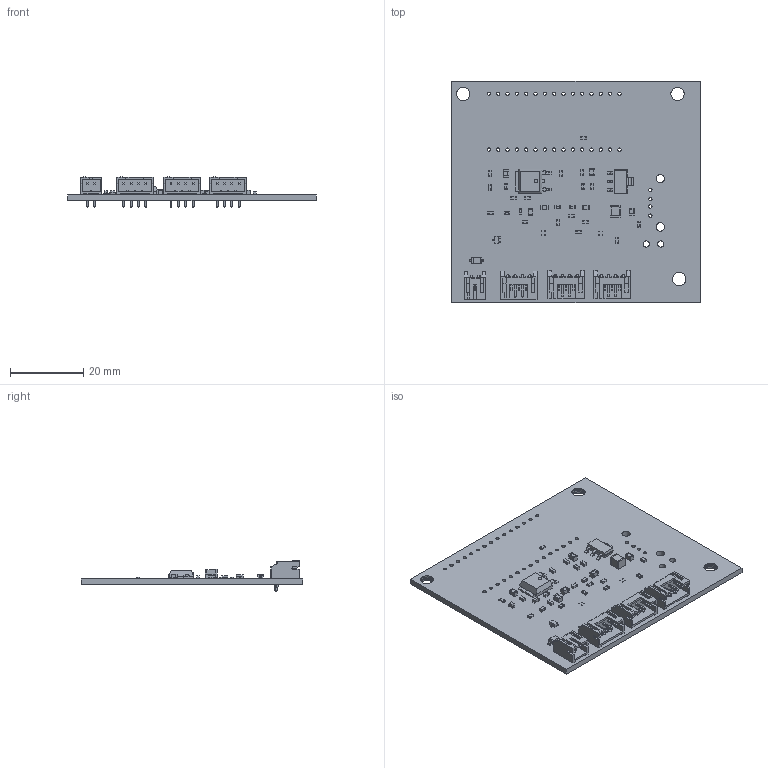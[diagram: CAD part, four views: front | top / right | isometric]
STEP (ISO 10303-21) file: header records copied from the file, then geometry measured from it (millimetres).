
FILE_DESCRIPTION(('KiCad electronic assembly'),'2;1');
FILE_NAME('Firetruck.step','2023-09-03T16:21:40',('Pcbnew'),('Kicad'), 'Open CASCADE STEP processor 7.6','KiCad to STEP converter','Unknown' );
FILE_SCHEMA(('AUTOMOTIVE_DESIGN { 1 0 10303 214 1 1 1 1 }'));
Length unit declared in the file: millimetre
Products named in the file (24): Firetruck 1; R_0603_1608Metric; SOLID; C_0603_1608Metric; L_1210_3225Metric; JST_PH_S2B-PH-K_1x02_P2.00mm_Horizontal; C_0805_2012Metric; D_SOD-123; JST_PH_S4B-PH-K_1x04_P2.00mm_Horizontal; SOT-323_SC-70; LED_0603_1608Metric; SOT-223; TO-252-2; COMPOUND; PCB
Assembly tree (49 placements, depth 3):
  Firetruck 1
    R_0603_1608Metric  x9
      SOLID
    C_0603_1608Metric  x12
      SOLID
    L_1210_3225Metric
      SOLID
    JST_PH_S2B-PH-K_1x02_P2.00mm_Horizontal
      SOLID
    C_0805_2012Metric  x6
      SOLID
    D_SOD-123
      SOLID
    JST_PH_S4B-PH-K_1x04_P2.00mm_Horizontal  x3
      SOLID
    SOT-323_SC-70
      SOLID
    LED_0603_1608Metric
      SOLID
    SOT-223
      SOLID
    TO-252-2
      COMPOUND
    PCB
Bounding box: 67.66 x 60.2 x 8.25 mm (x, y, z)
Volume: 7132.9 mm3; surface area: 10994.7 mm2
Topology: 42 solids, 42 shells, 1944 faces, 5165 edges, 3358 vertices
Faces by surface type: plane 1422, cylinder 453, bspline 69
Full cylindrical faces by diameter (mm): 0.2 x8, 0.75 x14, 0.9 x30, 0.92 x4, 1 x1, 1.7 x2, 2.3 x2
Entity records: 67743 total; most frequent: CARTESIAN_POINT 12083, DIRECTION 9307, LINE 6630, VECTOR 6630, ORIENTED_EDGE 5034, PCURVE 5034, DEFINITIONAL_REPRESENTATION 5034, EDGE_CURVE 2517
